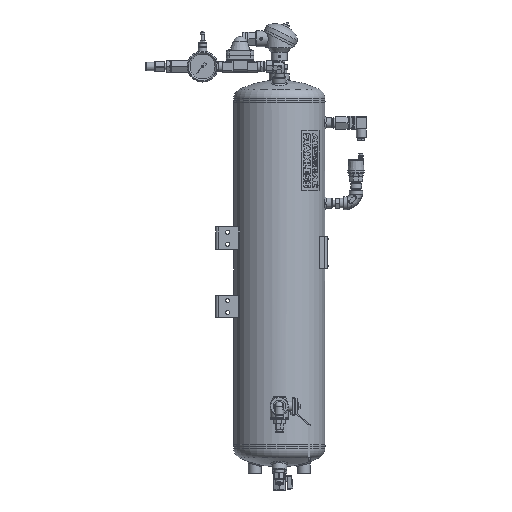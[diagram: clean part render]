
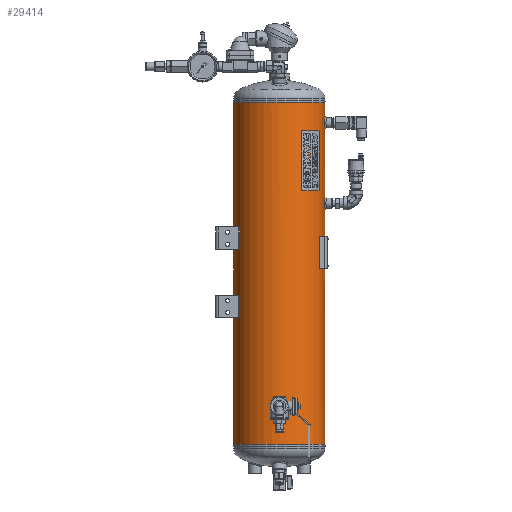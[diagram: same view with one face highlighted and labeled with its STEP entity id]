
A CAD part, left-side view. The second image highlights one B-rep face of the part: STEP entity #29414.
In plain terms, the highlighted cylindrical face has radius 100 mm (diameter 200 mm), a partial arc.
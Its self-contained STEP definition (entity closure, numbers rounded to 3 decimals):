
#1766=B_SPLINE_CURVE_WITH_KNOTS('',3,(#51674,#51675,#51676,#51677,#51678,
#51679,#51680,#51681,#51682,#51683,#51684,#51685,#51686,#51687,#51688,#51689,
#51690,#51691,#51692),.UNSPECIFIED.,.T.,.F.,(1,1,1,1,1,1,1,1,1,1,1,1,1,
1,1,1,1,1,1,1,1,1,1),(-0.012,-0.008,-0.004,
0.,0.004,0.008,0.012,
0.016,0.02,0.023,0.027,
0.031,0.035,0.039,0.043,
0.047,0.051,0.055,0.059,
0.063,0.066,0.07,0.074),
 .UNSPECIFIED.);
#1767=B_SPLINE_CURVE_WITH_KNOTS('',3,(#51694,#51695,#51696,#51697,#51698,
#51699,#51700,#51701,#51702,#51703,#51704,#51705,#51706,#51707,#51708,#51709,
#51710,#51711,#51712),.UNSPECIFIED.,.T.,.F.,(1,1,1,1,1,1,1,1,1,1,1,1,1,
1,1,1,1,1,1,1,1,1,1),(-0.012,-0.008,-0.004,
0.,0.004,0.008,0.012,0.016,
0.02,0.023,0.027,0.031,
0.035,0.039,0.043,0.047,
0.051,0.055,0.059,0.063,
0.066,0.07,0.074),.UNSPECIFIED.);
#1768=B_SPLINE_CURVE_WITH_KNOTS('',3,(#51714,#51715,#51716,#51717,#51718,
#51719,#51720,#51721,#51722,#51723,#51724,#51725,#51726,#51727,#51728,#51729,
#51730,#51731,#51732),.UNSPECIFIED.,.T.,.F.,(1,1,1,1,1,1,1,1,1,1,1,1,1,
1,1,1,1,1,1,1,1,1,1),(-0.018,-0.012,-0.006,
0.,0.006,0.012,0.018,
0.023,0.029,0.035,0.041,
0.047,0.053,0.059,0.065,
0.07,0.076,0.082,0.088,
0.094,0.1,0.106,0.112),
 .UNSPECIFIED.);
#3469=LINE('',#51734,#4811);
#3470=LINE('',#51739,#4812);
#4811=VECTOR('',#44189,1000.);
#4812=VECTOR('',#44192,1000.);
#6158=ORIENTED_EDGE('',*,*,#14638,.T.);
#6159=ORIENTED_EDGE('',*,*,#14639,.T.);
#6160=ORIENTED_EDGE('',*,*,#14640,.T.);
#6161=ORIENTED_EDGE('',*,*,#14641,.T.);
#6162=ORIENTED_EDGE('',*,*,#14642,.T.);
#6163=ORIENTED_EDGE('',*,*,#14643,.F.);
#6164=ORIENTED_EDGE('',*,*,#14644,.F.);
#14638=EDGE_CURVE('',#18878,#18878,#1766,.T.);
#14639=EDGE_CURVE('',#18879,#18879,#1767,.T.);
#14640=EDGE_CURVE('',#18880,#18880,#1768,.T.);
#14641=EDGE_CURVE('',#18881,#18882,#3469,.T.);
#14642=EDGE_CURVE('',#18882,#18883,#22009,.T.);
#14643=EDGE_CURVE('',#18884,#18883,#3470,.T.);
#14644=EDGE_CURVE('',#18881,#18884,#22010,.T.);
#18878=VERTEX_POINT('',#51693);
#18879=VERTEX_POINT('',#51713);
#18880=VERTEX_POINT('',#51733);
#18881=VERTEX_POINT('',#51735);
#18882=VERTEX_POINT('',#51736);
#18883=VERTEX_POINT('',#51738);
#18884=VERTEX_POINT('',#51740);
#22009=CIRCLE('',#41140,100.);
#22010=CIRCLE('',#41141,100.);
#23179=EDGE_LOOP('',(#6158));
#23180=EDGE_LOOP('',(#6159));
#23181=EDGE_LOOP('',(#6160));
#23182=EDGE_LOOP('',(#6161,#6162,#6163,#6164));
#26002=FACE_BOUND('',#23179,.T.);
#26003=FACE_BOUND('',#23180,.T.);
#26004=FACE_BOUND('',#23181,.T.);
#26005=FACE_BOUND('',#23182,.T.);
#28827=CYLINDRICAL_SURFACE('',#41139,100.);
#29414=ADVANCED_FACE('',(#26002,#26003,#26004,#26005),#28827,.T.);
#41139=AXIS2_PLACEMENT_3D('',#51673,#44187,#44188);
#41140=AXIS2_PLACEMENT_3D('',#51737,#44190,#44191);
#41141=AXIS2_PLACEMENT_3D('',#51741,#44193,#44194);
#44187=DIRECTION('',(0.,-1.,0.));
#44188=DIRECTION('',(0.,0.,-1.));
#44189=DIRECTION('',(0.,-1.,0.));
#44190=DIRECTION('',(0.,1.,0.));
#44191=DIRECTION('',(1.,0.,0.));
#44192=DIRECTION('',(0.,-1.,0.));
#44193=DIRECTION('',(0.,1.,0.));
#44194=DIRECTION('',(1.,0.,0.));
#51673=CARTESIAN_POINT('',(0.,750.,0.));
#51674=CARTESIAN_POINT('',(-9.473,48.444,-99.554));
#51675=CARTESIAN_POINT('',(-10.262,44.497,-99.471));
#51676=CARTESIAN_POINT('',(-9.477,40.569,-99.553));
#51677=CARTESIAN_POINT('',(-7.254,37.244,-99.75));
#51678=CARTESIAN_POINT('',(-3.93,35.023,-99.946));
#51679=CARTESIAN_POINT('',(-0.006,34.24,-100.027));
#51680=CARTESIAN_POINT('',(3.922,35.019,-99.946));
#51681=CARTESIAN_POINT('',(7.252,37.242,-99.75));
#51682=CARTESIAN_POINT('',(9.478,40.57,-99.553));
#51683=CARTESIAN_POINT('',(10.26,44.496,-99.472));
#51684=CARTESIAN_POINT('',(9.481,48.422,-99.553));
#51685=CARTESIAN_POINT('',(7.262,51.747,-99.749));
#51686=CARTESIAN_POINT('',(3.94,53.974,-99.945));
#51687=CARTESIAN_POINT('',(0.01,54.761,-100.027));
#51688=CARTESIAN_POINT('',(-3.923,53.981,-99.946));
#51689=CARTESIAN_POINT('',(-7.249,51.759,-99.75));
#51690=CARTESIAN_POINT('',(-9.473,48.444,-99.554));
#51691=CARTESIAN_POINT('',(-10.262,44.497,-99.471));
#51692=CARTESIAN_POINT('',(-9.477,40.569,-99.553));
#51693=CARTESIAN_POINT('',(-10.,44.5,-99.499));
#51694=CARTESIAN_POINT('',(-9.473,224.444,-99.554));
#51695=CARTESIAN_POINT('',(-10.262,220.497,-99.471));
#51696=CARTESIAN_POINT('',(-9.477,216.569,-99.553));
#51697=CARTESIAN_POINT('',(-7.254,213.244,-99.75));
#51698=CARTESIAN_POINT('',(-3.93,211.023,-99.946));
#51699=CARTESIAN_POINT('',(-0.006,210.24,-100.027));
#51700=CARTESIAN_POINT('',(3.922,211.019,-99.946));
#51701=CARTESIAN_POINT('',(7.252,213.242,-99.75));
#51702=CARTESIAN_POINT('',(9.478,216.57,-99.553));
#51703=CARTESIAN_POINT('',(10.26,220.496,-99.472));
#51704=CARTESIAN_POINT('',(9.481,224.422,-99.553));
#51705=CARTESIAN_POINT('',(7.262,227.747,-99.749));
#51706=CARTESIAN_POINT('',(3.94,229.974,-99.945));
#51707=CARTESIAN_POINT('',(0.01,230.761,-100.027));
#51708=CARTESIAN_POINT('',(-3.923,229.981,-99.946));
#51709=CARTESIAN_POINT('',(-7.249,227.759,-99.75));
#51710=CARTESIAN_POINT('',(-9.473,224.444,-99.554));
#51711=CARTESIAN_POINT('',(-10.262,220.497,-99.471));
#51712=CARTESIAN_POINT('',(-9.477,216.569,-99.553));
#51713=CARTESIAN_POINT('',(-10.,220.5,-99.499));
#51714=CARTESIAN_POINT('',(-98.994,672.42,14.208));
#51715=CARTESIAN_POINT('',(-98.806,666.495,15.395));
#51716=CARTESIAN_POINT('',(-98.993,660.6,14.214));
#51717=CARTESIAN_POINT('',(-99.436,655.617,10.88));
#51718=CARTESIAN_POINT('',(-99.878,652.286,5.9));
#51719=CARTESIAN_POINT('',(-100.061,651.109,0.009));
#51720=CARTESIAN_POINT('',(-99.879,652.279,-5.887));
#51721=CARTESIAN_POINT('',(-99.437,655.615,-10.879));
#51722=CARTESIAN_POINT('',(-98.992,660.601,-14.215));
#51723=CARTESIAN_POINT('',(-98.807,666.494,-15.391));
#51724=CARTESIAN_POINT('',(-98.992,672.387,-14.219));
#51725=CARTESIAN_POINT('',(-99.435,677.371,-10.892));
#51726=CARTESIAN_POINT('',(-99.877,680.709,-5.914));
#51727=CARTESIAN_POINT('',(-100.061,681.893,-0.013));
#51728=CARTESIAN_POINT('',(-99.878,680.72,5.889));
#51729=CARTESIAN_POINT('',(-99.437,677.387,10.874));
#51730=CARTESIAN_POINT('',(-98.994,672.42,14.208));
#51731=CARTESIAN_POINT('',(-98.806,666.495,15.395));
#51732=CARTESIAN_POINT('',(-98.993,660.6,14.214));
#51733=CARTESIAN_POINT('',(-98.869,666.5,15.));
#51734=CARTESIAN_POINT('',(0.254,801.561,100.));
#51735=CARTESIAN_POINT('',(0.254,750.,100.));
#51736=CARTESIAN_POINT('',(0.254,0.,100.));
#51737=CARTESIAN_POINT('',(0.,0.,0.));
#51738=CARTESIAN_POINT('',(-0.254,0.,100.));
#51739=CARTESIAN_POINT('',(-0.254,801.561,100.));
#51740=CARTESIAN_POINT('',(-0.254,750.,100.));
#51741=CARTESIAN_POINT('',(0.,750.,0.));
